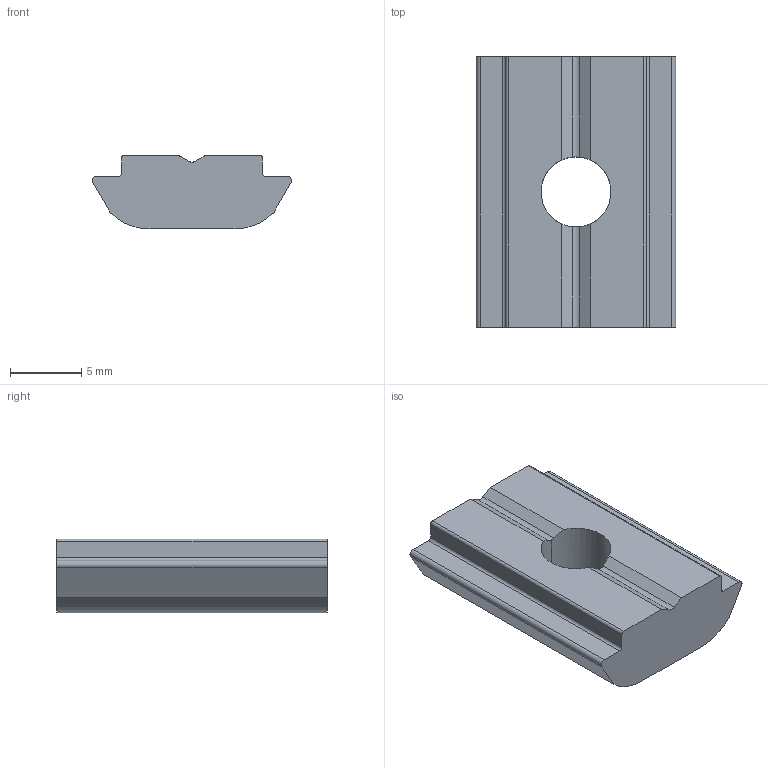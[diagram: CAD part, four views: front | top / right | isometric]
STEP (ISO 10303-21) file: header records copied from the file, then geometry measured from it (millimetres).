
FILE_DESCRIPTION (( 'STEP AP203' ), '1' );
FILE_NAME ('412529323.STEP', '2022-08-11T16:06:51', ( '' ), ( '' ), 'SwSTEP 2.0', 'SolidWorks 2014', '' );
FILE_SCHEMA (( 'CONFIG_CONTROL_DESIGN' ));
Length unit declared in the file: millimetre
Products named in the file (1): 412529323
Bounding box: 14 x 19 x 5.2 mm (x, y, z)
Volume: 1014.3 mm3; surface area: 812.9 mm2
Topology: 1 solids, 1 shells, 28 faces, 81 edges, 54 vertices
Faces by surface type: plane 15, cylinder 13
Entity records: 1014 total; most frequent: CARTESIAN_POINT 188, ORIENTED_EDGE 162, DIRECTION 155, EDGE_CURVE 81, VERTEX_POINT 54, AXIS2_PLACEMENT_3D 53, VECTOR 49, LINE 49
